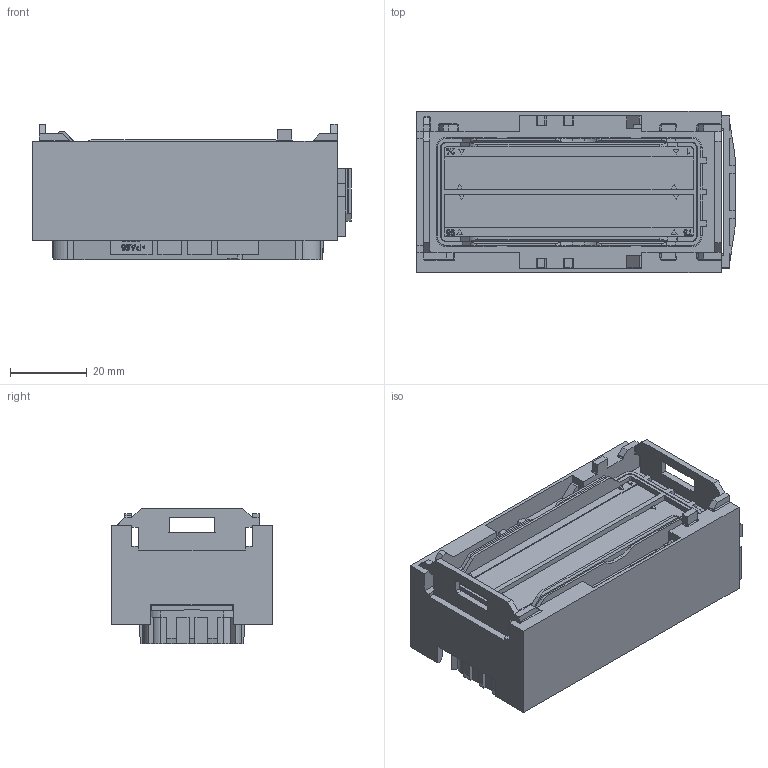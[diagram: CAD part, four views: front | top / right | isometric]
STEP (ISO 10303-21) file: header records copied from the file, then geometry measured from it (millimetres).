
FILE_DESCRIPTION(/* description */ (''),/* implementation_level */ '2;1');
FILE_NAME(/* name */ '13964573-ENV10_02-CONN.stp',/* time_stamp */ '2023-07-11T13:12:56+08:00',/* author */ (''),/* organization */ (''),/* preprocessor_version */ 'ST-DEVELOPER v16',/* originating_system */ 'SIEMENS PLM Software NX 11.0',/* authorisation */ '');
FILE_SCHEMA (('AUTOMOTIVE_DESIGN { 1 0 10303 214 3 1 1 1 }'));
Length unit declared in the file: millimetre
Products named in the file (1): 13964573-ENV10_02-CONN
Bounding box: 83.25 x 42 x 35.5 mm (x, y, z)
Volume: 76244.9 mm3; surface area: 29652.5 mm2
Topology: 1 solids, 1 shells, 1154 faces, 3224 edges, 2121 vertices
Faces by surface type: plane 838, cylinder 242, torus 44, cone 16, bspline 14
Full cylindrical faces by diameter (mm): 4.5 x1
Entity records: 44684 total; most frequent: CARTESIAN_POINT 7419, ORIENTED_EDGE 6442, DIRECTION 5947, EDGE_CURVE 3221, LINE 2579, VECTOR 2579, VERTEX_POINT 2121, AXIS2_PLACEMENT_3D 1684
